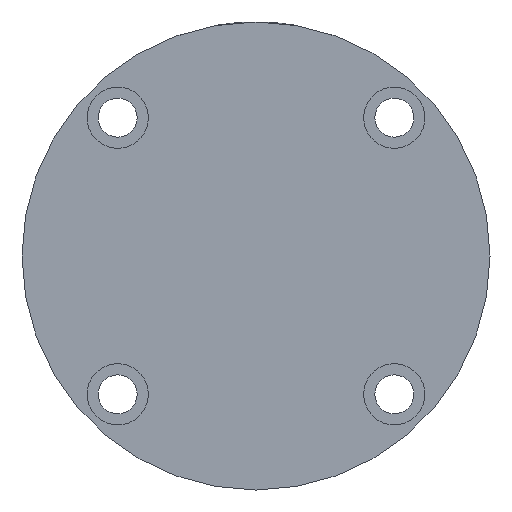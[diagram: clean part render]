
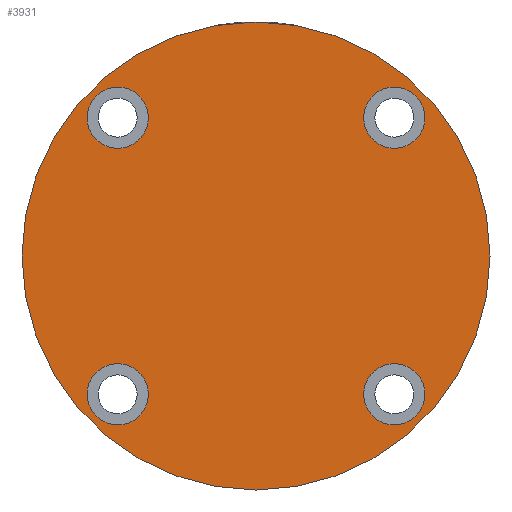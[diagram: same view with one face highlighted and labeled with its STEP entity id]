
A CAD part, left-side view. The second image highlights one B-rep face of the part: STEP entity #3931.
In plain terms, the highlighted face is planar.
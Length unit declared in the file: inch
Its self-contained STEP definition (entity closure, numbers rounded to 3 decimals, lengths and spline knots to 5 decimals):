
#15 = PLANE ( 'NONE',  #3351 ) ;
#43 = FACE_BOUND ( 'NONE', #4081, .T. ) ;
#81 = CARTESIAN_POINT ( 'NONE',  ( -0.77428, 0.5, 0.60278 ) ) ;
#139 = VERTEX_POINT ( 'NONE', #3752 ) ;
#160 = DIRECTION ( 'NONE',  ( 0., 1., 0. ) ) ;
#198 = ORIENTED_EDGE ( 'NONE', *, *, #2751, .T. ) ;
#214 = ORIENTED_EDGE ( 'NONE', *, *, #231, .F. ) ;
#231 = EDGE_CURVE ( 'NONE', #4356, #267, #1766, .T. ) ;
#235 = EDGE_LOOP ( 'NONE', ( #214, #2656 ) ) ;
#267 = VERTEX_POINT ( 'NONE', #1084 ) ;
#330 = EDGE_CURVE ( 'NONE', #267, #4356, #504, .T. ) ;
#504 = CIRCLE ( 'NONE', #3875, 0.1715 ) ;
#583 = ORIENTED_EDGE ( 'NONE', *, *, #3660, .F. ) ;
#651 = ORIENTED_EDGE ( 'NONE', *, *, #4209, .F. ) ;
#705 = CIRCLE ( 'NONE', #4138, 0.1715 ) ;
#706 = CARTESIAN_POINT ( 'NONE',  ( -0.77428, 0.5, -0.77428 ) ) ;
#757 = CARTESIAN_POINT ( 'NONE',  ( 0.77428, 0.5, 0.77428 ) ) ;
#862 = EDGE_CURVE ( 'NONE', #1094, #2868, #705, .T. ) ;
#906 = CIRCLE ( 'NONE', #3857, 0.1715 ) ;
#1006 = CARTESIAN_POINT ( 'NONE',  ( 0.77428, 0.5, 0.60278 ) ) ;
#1037 = DIRECTION ( 'NONE',  ( 0., 1., 0. ) ) ;
#1048 = DIRECTION ( 'NONE',  ( 0., 1., 0. ) ) ;
#1067 = DIRECTION ( 'NONE',  ( 0., 0., 1. ) ) ;
#1084 = CARTESIAN_POINT ( 'NONE',  ( -0.77428, 0.5, -0.94578 ) ) ;
#1086 = DIRECTION ( 'NONE',  ( 0., -1., 0. ) ) ;
#1094 = VERTEX_POINT ( 'NONE', #1006 ) ;
#1113 = DIRECTION ( 'NONE',  ( 0., 1., 0. ) ) ;
#1125 = DIRECTION ( 'NONE',  ( 0., 0., 1. ) ) ;
#1311 = CIRCLE ( 'NONE', #3405, 0.1715 ) ;
#1343 = CARTESIAN_POINT ( 'NONE',  ( 0., 0.5, 1.31 ) ) ;
#1409 = DIRECTION ( 'NONE',  ( 0., 1., 0. ) ) ;
#1461 = VERTEX_POINT ( 'NONE', #2377 ) ;
#1487 = ORIENTED_EDGE ( 'NONE', *, *, #862, .F. ) ;
#1492 = VERTEX_POINT ( 'NONE', #1343 ) ;
#1499 = EDGE_CURVE ( 'NONE', #2868, #1094, #1834, .T. ) ;
#1522 = EDGE_LOOP ( 'NONE', ( #2741, #1487 ) ) ;
#1598 = DIRECTION ( 'NONE',  ( 0., 1., 0. ) ) ;
#1640 = AXIS2_PLACEMENT_3D ( 'NONE', #3216, #1113, #3586 ) ;
#1766 = CIRCLE ( 'NONE', #1953, 0.1715 ) ;
#1834 = CIRCLE ( 'NONE', #2825, 0.1715 ) ;
#1892 = DIRECTION ( 'NONE',  ( 0., 1., 0. ) ) ;
#1899 = DIRECTION ( 'NONE',  ( 0., 1., 0. ) ) ;
#1914 = FACE_BOUND ( 'NONE', #1522, .T. ) ;
#1921 = CARTESIAN_POINT ( 'NONE',  ( 0.77428, 0.5, -0.94578 ) ) ;
#1953 = AXIS2_PLACEMENT_3D ( 'NONE', #706, #3178, #1067 ) ;
#1963 = CIRCLE ( 'NONE', #2306, 0.1715 ) ;
#2041 = VERTEX_POINT ( 'NONE', #1921 ) ;
#2110 = VERTEX_POINT ( 'NONE', #81 ) ;
#2268 = CARTESIAN_POINT ( 'NONE',  ( 0.77428, 0.5, 0.77428 ) ) ;
#2296 = EDGE_LOOP ( 'NONE', ( #583, #3723 ) ) ;
#2306 = AXIS2_PLACEMENT_3D ( 'NONE', #4038, #1899, #4387 ) ;
#2377 = CARTESIAN_POINT ( 'NONE',  ( 0.77428, 0.5, -0.60278 ) ) ;
#2482 = AXIS2_PLACEMENT_3D ( 'NONE', #4033, #1892, #4384 ) ;
#2631 = DIRECTION ( 'NONE',  ( 0., 0., 1. ) ) ;
#2656 = ORIENTED_EDGE ( 'NONE', *, *, #330, .F. ) ;
#2741 = ORIENTED_EDGE ( 'NONE', *, *, #1499, .F. ) ;
#2746 = FACE_OUTER_BOUND ( 'NONE', #3228, .T. ) ;
#2749 = ORIENTED_EDGE ( 'NONE', *, *, #2835, .T. ) ;
#2751 = EDGE_CURVE ( 'NONE', #1492, #3397, #4132, .T. ) ;
#2774 = EDGE_CURVE ( 'NONE', #2110, #139, #1311, .T. ) ;
#2825 = AXIS2_PLACEMENT_3D ( 'NONE', #2268, #160, #2631 ) ;
#2835 = EDGE_CURVE ( 'NONE', #3397, #1492, #2973, .T. ) ;
#2868 = VERTEX_POINT ( 'NONE', #4301 ) ;
#2973 = CIRCLE ( 'NONE', #1640, 1.31 ) ;
#2980 = FACE_BOUND ( 'NONE', #2296, .T. ) ;
#3071 = CIRCLE ( 'NONE', #2482, 0.1715 ) ;
#3152 = CARTESIAN_POINT ( 'NONE',  ( -0.77428, 0.5, -0.77428 ) ) ;
#3158 = CARTESIAN_POINT ( 'NONE',  ( 0., 0.5, 0. ) ) ;
#3164 = AXIS2_PLACEMENT_3D ( 'NONE', #3158, #1048, #3527 ) ;
#3178 = DIRECTION ( 'NONE',  ( 0., 1., 0. ) ) ;
#3198 = CARTESIAN_POINT ( 'NONE',  ( 0., 0.5, 0. ) ) ;
#3216 = CARTESIAN_POINT ( 'NONE',  ( 0., 0.5, 0. ) ) ;
#3228 = EDGE_LOOP ( 'NONE', ( #198, #2749 ) ) ;
#3233 = DIRECTION ( 'NONE',  ( 0., 1., 0. ) ) ;
#3297 = EDGE_CURVE ( 'NONE', #2041, #1461, #906, .T. ) ;
#3351 = AXIS2_PLACEMENT_3D ( 'NONE', #3198, #1086, #3562 ) ;
#3397 = VERTEX_POINT ( 'NONE', #3410 ) ;
#3405 = AXIS2_PLACEMENT_3D ( 'NONE', #3545, #1409, #3900 ) ;
#3410 = CARTESIAN_POINT ( 'NONE',  ( 0., 0.5, -1.31 ) ) ;
#3516 = DIRECTION ( 'NONE',  ( 0., 0., 1. ) ) ;
#3527 = DIRECTION ( 'NONE',  ( 0., 0., 1. ) ) ;
#3545 = CARTESIAN_POINT ( 'NONE',  ( -0.77428, 0.5, 0.77428 ) ) ;
#3562 = DIRECTION ( 'NONE',  ( 0., 0., -1. ) ) ;
#3586 = DIRECTION ( 'NONE',  ( 0., 0., 1. ) ) ;
#3660 = EDGE_CURVE ( 'NONE', #1461, #2041, #3071, .T. ) ;
#3713 = FACE_BOUND ( 'NONE', #235, .T. ) ;
#3723 = ORIENTED_EDGE ( 'NONE', *, *, #3297, .F. ) ;
#3744 = CARTESIAN_POINT ( 'NONE',  ( 0.77428, 0.5, -0.77428 ) ) ;
#3752 = CARTESIAN_POINT ( 'NONE',  ( -0.77428, 0.5, 0.94578 ) ) ;
#3857 = AXIS2_PLACEMENT_3D ( 'NONE', #3744, #1598, #4091 ) ;
#3875 = AXIS2_PLACEMENT_3D ( 'NONE', #3152, #1037, #3516 ) ;
#3878 = CARTESIAN_POINT ( 'NONE',  ( -0.77428, 0.5, -0.60278 ) ) ;
#3900 = DIRECTION ( 'NONE',  ( 0., 0., 1. ) ) ;
#3931 = ADVANCED_FACE ( 'PLANAR_0', ( #3713, #2980, #1914, #43, #2746 ), #15, .F. ) ;
#4033 = CARTESIAN_POINT ( 'NONE',  ( 0.77428, 0.5, -0.77428 ) ) ;
#4038 = CARTESIAN_POINT ( 'NONE',  ( -0.77428, 0.5, 0.77428 ) ) ;
#4081 = EDGE_LOOP ( 'NONE', ( #651, #4197 ) ) ;
#4091 = DIRECTION ( 'NONE',  ( 0., 0., 1. ) ) ;
#4132 = CIRCLE ( 'NONE', #3164, 1.31 ) ;
#4138 = AXIS2_PLACEMENT_3D ( 'NONE', #757, #3233, #1125 ) ;
#4197 = ORIENTED_EDGE ( 'NONE', *, *, #2774, .F. ) ;
#4209 = EDGE_CURVE ( 'NONE', #139, #2110, #1963, .T. ) ;
#4301 = CARTESIAN_POINT ( 'NONE',  ( 0.77428, 0.5, 0.94578 ) ) ;
#4356 = VERTEX_POINT ( 'NONE', #3878 ) ;
#4384 = DIRECTION ( 'NONE',  ( 0., 0., 1. ) ) ;
#4387 = DIRECTION ( 'NONE',  ( 0., 0., 1. ) ) ;
